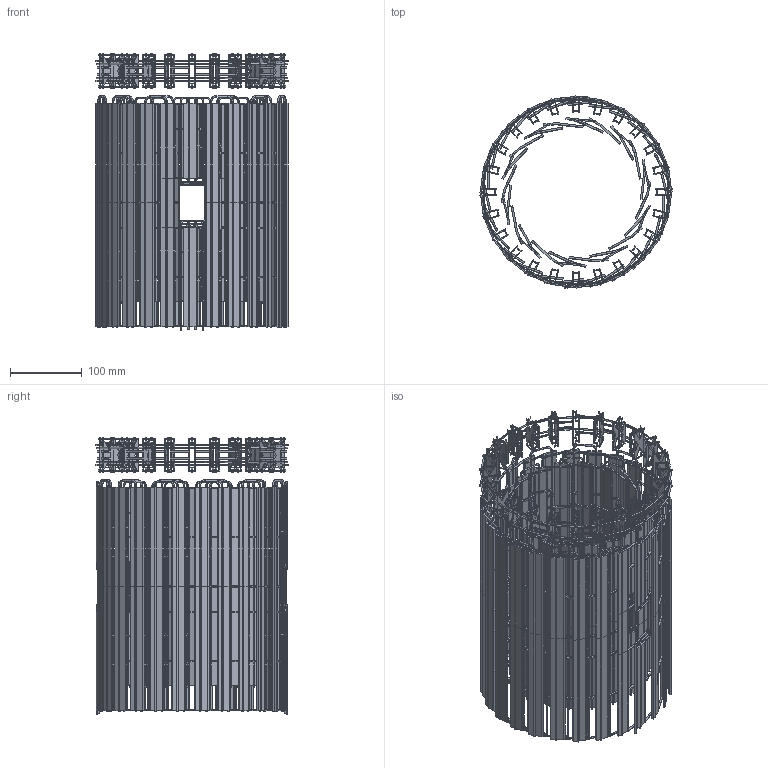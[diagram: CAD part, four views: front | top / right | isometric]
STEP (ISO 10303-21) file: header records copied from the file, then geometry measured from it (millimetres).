
FILE_DESCRIPTION((''),'2;1');
FILE_NAME('Sv-3.3_CoolingAndSupport.stp','2009-10-16T17:27:50',('thomas'),(''),'Autodesk Inventor 2008','Autodesk Inventor 2008','');
FILE_SCHEMA(('AUTOMOTIVE_DESIGN { 1 0 10303 214 1 1 1 1 }'));
Length unit declared in the file: millimetre
Products named in the file (42): Sv-3.3; Fwd (Cooling + Support); Strip_Ldk_5-6_TrapS (Cooling+Support); Strip_Smod_N2_TrapS_L (Cooling + Support); Cooling_Pipe_2x33; Strip_Dk_Smod_Sup_L; Strip_Smod_N2_TrapS_S (Cooling + Support); Strip_Dk_Smod_Sup_S; Hshell (Cooling+Support); Strip_Bl3 (Cooling+Support); Strip_Smod_Bl3_N4_L (Cooling+Support); Strip_Bl3_Smod_Sup (NoSketches); Frame-2Sens_RectL_FEside; Frame-2Sens_RectL-A; Frame-2Sens_RectL-B; Strip_Bl3_Cooling_L; Strip_Smod_Bl3_N4_M_Tp_FeSide (Cooling+Support); Strip_Bl3_Smod_Sup_Tp-FE (NoSketches); Frame-2Sens_RectM-B; Frame-2Sens_RectM_FEside; Frame-2Sens_RectM-A; Frame-Bl3-Tp-FEside_new; Cooling_PipeConnection_Bl3_End; Strip_Smod_Bl3_N4_M_Tp_SensSide (Cooling+Support); Strip_Bl3_Smod_Sup_Tp-SENS (NoSketches); Strip_Bl3_Cooling_Snake_2; Strip_Bl4 (Cooling+Support); Strip_Smod_Bl4_N5_L (Cooling+Support); Strip_Bl4_Smod_Sup (NoSketches); Frame-3Sens_RectL_M-B; Frame-3Sens_Rect_L_M_FEside; Frame-3Sens_RectL_M-A; Strip_Bl3_Cooling_H; Strip_Smod_Bl4_N4_LM_Tp-FeSide (Cooling+Support); Strip_Bl4_Smod_Sup_Tp_FE (NoSketches); Frame-Bl4-Tp-FEside-new; Strip_Smod_Bl4_N4_LM_Tp-SensSide (Cooling+Support); Strip_Bl4_Smod_Sup_Tp_SENS (NoSketches); Strip_Bl4_Cooling_Snake; Strip_Bl4_Cooling_Snake-B ...
Assembly tree (113 placements, depth 6):
  Sv-3.3
    Fwd (Cooling + Support)  x2
      Strip_Ldk_5-6_TrapS (Cooling+Support)
        Strip_Smod_N2_TrapS_L (Cooling + Support)  x6
          Cooling_Pipe_2x33
          Strip_Dk_Smod_Sup_L
        Strip_Smod_N2_TrapS_S (Cooling + Support)  x6
          Cooling_Pipe_2x33
          Strip_Dk_Smod_Sup_S
    Hshell (Cooling+Support)  x2
      Strip_Bl3 (Cooling+Support)
        Strip_Smod_Bl3_N4_L (Cooling+Support)  x8
          Strip_Bl3_Smod_Sup (NoSketches)
            Frame-2Sens_RectL_FEside  x2
            Frame-2Sens_RectL-A  x2
            Frame-2Sens_RectL-B  x2
          Strip_Bl3_Cooling_L
        Strip_Smod_Bl3_N4_M_Tp_FeSide (Cooling+Support)
          Strip_Bl3_Smod_Sup_Tp-FE (NoSketches)
            Frame-2Sens_RectM-B  x2
            Frame-2Sens_RectM_FEside  x2
            Frame-2Sens_RectM-A  x2
            Frame-Bl3-Tp-FEside_new
          Strip_Bl3_Cooling_L
        Cooling_PipeConnection_Bl3_End  x5
        Strip_Smod_Bl3_N4_M_Tp_SensSide (Cooling+Support)
          Strip_Bl3_Smod_Sup_Tp-SENS (NoSketches)
            Frame-2Sens_RectM-B  x2
            Frame-2Sens_RectM_FEside  x2
            Frame-2Sens_RectM-A  x2
            Frame-Bl3-Tp-FEside_new
          Strip_Bl3_Cooling_Snake_2
      Strip_Bl4 (Cooling+Support)
        Strip_Smod_Bl4_N5_L (Cooling+Support)  x11
          Strip_Bl4_Smod_Sup (NoSketches)
            Frame-3Sens_RectL_M-B
            Frame-3Sens_Rect_L_M_FEside
            Frame-3Sens_RectL_M-A
            Frame-2Sens_RectL_FEside
            Frame-2Sens_RectL-B
            Frame-2Sens_RectL-A
          Strip_Bl3_Cooling_H
        Strip_Smod_Bl4_N4_LM_Tp-FeSide (Cooling+Support)
          Strip_Bl4_Smod_Sup_Tp_FE (NoSketches)
            Frame-2Sens_RectL-B
            Frame-2Sens_RectL_FEside
            Frame-2Sens_RectL-A
            Frame-Bl4-Tp-FEside-new
            Frame-2Sens_RectM_FEside
            Frame-2Sens_RectM-B
            Frame-2Sens_RectM-A
          Strip_Bl3_Cooling_H
        Strip_Smod_Bl4_N4_LM_Tp-SensSide (Cooling+Support)
          Strip_Bl4_Smod_Sup_Tp_SENS (NoSketches)
            Frame-2Sens_RectL-B
            Frame-2Sens_RectL_FEside
            Frame-2Sens_RectL-A
            Frame-Bl4-Tp-FEside-new
            Frame-2Sens_RectM_FEside
            Frame-2Sens_RectM-B
Bounding box: 267.46 x 267.46 x 385.47 mm (x, y, z)
Volume: 707386.7 mm3; surface area: 1137330.1 mm2
Topology: 528 solids, 528 shells, 7780 faces, 19332 edges, 12608 vertices
Faces by surface type: plane 7036, cylinder 564, torus 120, bspline 60
Full cylindrical faces by diameter (mm): 1 x192, 1.8 x120, 1.84 x24, 2 x180, 2.1 x4, 2.2 x44
Entity records: 17179 total; most frequent: CARTESIAN_POINT 2880, DIRECTION 2768, ORIENTED_EDGE 2340, EDGE_CURVE 1170, VECTOR 960, LINE 960, AXIS2_PLACEMENT_3D 904, VERTEX_POINT 814
